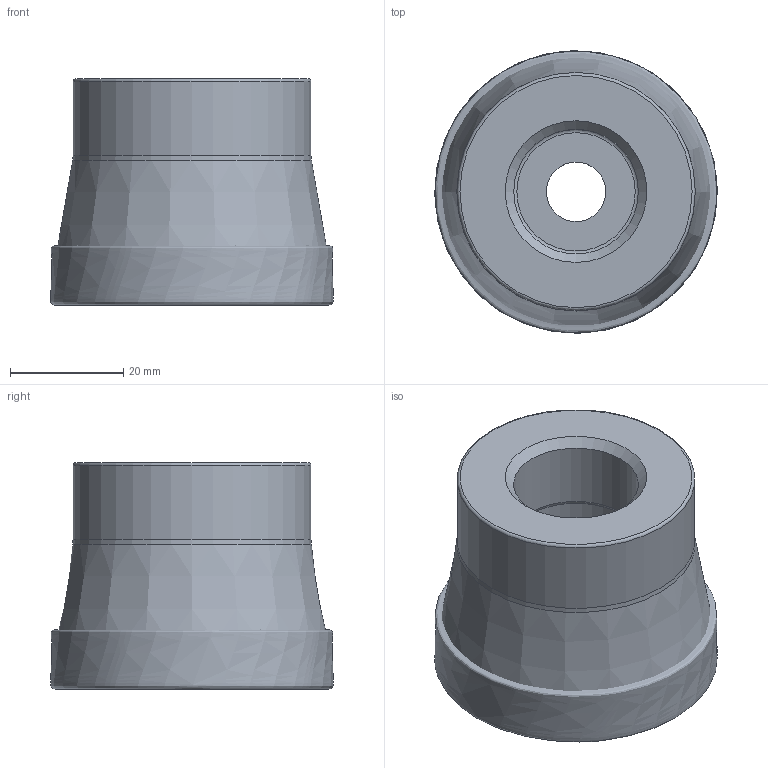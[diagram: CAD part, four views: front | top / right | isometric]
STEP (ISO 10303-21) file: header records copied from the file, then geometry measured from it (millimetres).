
FILE_DESCRIPTION(/* description */ (''),/* implementation_level */ '2;1');
FILE_NAME(/* name */ 'toolassembly_1.stp',/* time_stamp */ '2019-06-27T12:33:24+02:00',/* author */ (''),/* organization */ ('SMS'),/* preprocessor_version */ 'ST-DEVELOPER v16.7',/* originating_system */ 'SIEMENS PLM Software NX 12.0',/* authorisation */ '');
FILE_SCHEMA (('AUTOMOTIVE_DESIGN { 1 0 10303 214 3 1 1 1 }'));
Length unit declared in the file: millimetre
Products named in the file (4): CUT_20190627123142; ASSEMBLY_CONSTRUCTION; NOCUT_20190627123115; TOOLASSEMBLY_1
Assembly tree (3 placements, depth 2):
  TOOLASSEMBLY_1
    NOCUT_20190627123115
    ASSEMBLY_CONSTRUCTION
    CUT_20190627123142
Bounding box: 49.94 x 49.92 x 40 mm (x, y, z)
Volume: 57684 mm3; surface area: 15284.2 mm2
Topology: 2 solids, 2 shells, 33 faces, 69 edges, 52 vertices
Faces by surface type: torus 13, cone 8, plane 6, cylinder 5, bspline 1
Full cylindrical faces by diameter (mm): 10.5 x1, 17.1 x1, 22.011 x1, 22.5 x1, 42 x1
Entity records: 6396 total; most frequent: CARTESIAN_POINT 5616, DIRECTION 156, AXIS2_PLACEMENT_3D 78, FACE_BOUND 65, EDGE_LOOP 64, ORIENTED_EDGE 64, ADVANCED_FACE 33, VERTEX_POINT 33
